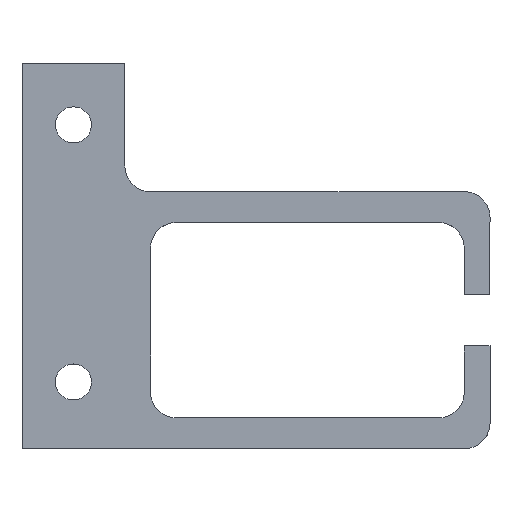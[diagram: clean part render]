
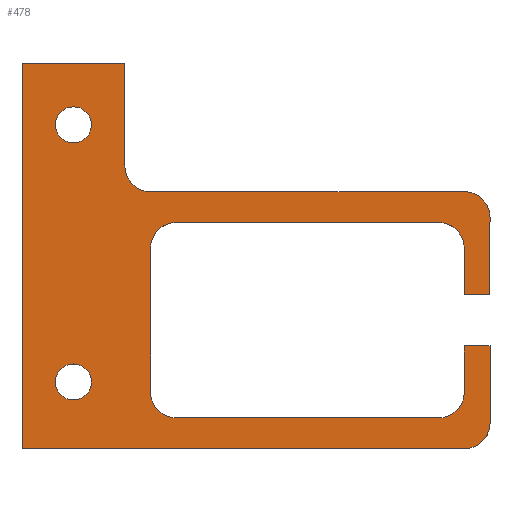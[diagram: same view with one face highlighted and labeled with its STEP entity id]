
A CAD part, top view. The second image highlights one B-rep face of the part: STEP entity #478.
In plain terms, the highlighted planar face has unit normal (0, 0, 1).
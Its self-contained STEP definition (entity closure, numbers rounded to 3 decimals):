
#15=FACE_BOUND('',#68,.T.);
#16=FACE_BOUND('',#69,.T.);
#22=PLANE('',#525);
#42=FACE_OUTER_BOUND('',#67,.T.);
#67=EDGE_LOOP('',(#352,#353,#354,#355,#356,#357,#358,#359,#360,#361,#362,
#363,#364,#365,#366,#367,#368,#369,#370,#371,#372));
#68=EDGE_LOOP('',(#373));
#69=EDGE_LOOP('',(#374));
#93=LINE('',#707,#144);
#97=LINE('',#724,#148);
#101=LINE('',#737,#152);
#104=LINE('',#743,#155);
#105=LINE('',#745,#156);
#106=LINE('',#747,#157);
#107=LINE('',#751,#158);
#108=LINE('',#755,#159);
#109=LINE('',#759,#160);
#110=LINE('',#763,#161);
#111=LINE('',#765,#162);
#112=LINE('',#767,#163);
#113=LINE('',#770,#164);
#114=LINE('',#771,#165);
#144=VECTOR('',#567,10.);
#148=VECTOR('',#585,10.);
#152=VECTOR('',#597,10.);
#155=VECTOR('',#602,10.);
#156=VECTOR('',#603,10.);
#157=VECTOR('',#604,10.);
#158=VECTOR('',#607,10.);
#159=VECTOR('',#610,10.);
#160=VECTOR('',#613,10.);
#161=VECTOR('',#616,10.);
#162=VECTOR('',#617,10.);
#163=VECTOR('',#618,10.);
#164=VECTOR('',#621,10.);
#165=VECTOR('',#622,10.);
#192=CIRCLE('',#512,5.);
#194=CIRCLE('',#516,3.5);
#196=CIRCLE('',#519,3.5);
#198=CIRCLE('',#523,5.);
#199=CIRCLE('',#526,5.);
#200=CIRCLE('',#527,5.);
#201=CIRCLE('',#528,5.);
#202=CIRCLE('',#529,5.);
#203=CIRCLE('',#530,5.);
#211=VERTEX_POINT('',#697);
#212=VERTEX_POINT('',#699);
#214=VERTEX_POINT('',#705);
#216=VERTEX_POINT('',#711);
#218=VERTEX_POINT('',#717);
#220=VERTEX_POINT('',#722);
#223=VERTEX_POINT('',#730);
#224=VERTEX_POINT('',#732);
#225=VERTEX_POINT('',#736);
#227=VERTEX_POINT('',#742);
#228=VERTEX_POINT('',#744);
#229=VERTEX_POINT('',#746);
#230=VERTEX_POINT('',#748);
#231=VERTEX_POINT('',#750);
#232=VERTEX_POINT('',#752);
#233=VERTEX_POINT('',#754);
#234=VERTEX_POINT('',#756);
#235=VERTEX_POINT('',#758);
#236=VERTEX_POINT('',#760);
#237=VERTEX_POINT('',#762);
#238=VERTEX_POINT('',#764);
#239=VERTEX_POINT('',#766);
#240=VERTEX_POINT('',#768);
#257=EDGE_CURVE('',#211,#212,#192,.T.);
#261=EDGE_CURVE('',#211,#214,#93,.T.);
#264=EDGE_CURVE('',#216,#216,#194,.T.);
#267=EDGE_CURVE('',#218,#218,#196,.T.);
#269=EDGE_CURVE('',#220,#214,#97,.T.);
#273=EDGE_CURVE('',#223,#224,#198,.T.);
#275=EDGE_CURVE('',#225,#224,#101,.T.);
#278=EDGE_CURVE('',#223,#227,#104,.T.);
#279=EDGE_CURVE('',#227,#228,#105,.T.);
#280=EDGE_CURVE('',#228,#229,#106,.T.);
#281=EDGE_CURVE('',#230,#229,#199,.T.);
#282=EDGE_CURVE('',#231,#230,#107,.T.);
#283=EDGE_CURVE('',#232,#231,#200,.T.);
#284=EDGE_CURVE('',#232,#233,#108,.T.);
#285=EDGE_CURVE('',#234,#233,#201,.T.);
#286=EDGE_CURVE('',#234,#235,#109,.T.);
#287=EDGE_CURVE('',#236,#235,#202,.T.);
#288=EDGE_CURVE('',#237,#236,#110,.T.);
#289=EDGE_CURVE('',#238,#237,#111,.T.);
#290=EDGE_CURVE('',#239,#238,#112,.T.);
#291=EDGE_CURVE('',#240,#239,#203,.T.);
#292=EDGE_CURVE('',#212,#240,#113,.T.);
#293=EDGE_CURVE('',#225,#220,#114,.T.);
#352=ORIENTED_EDGE('',*,*,#273,.F.);
#353=ORIENTED_EDGE('',*,*,#278,.T.);
#354=ORIENTED_EDGE('',*,*,#279,.T.);
#355=ORIENTED_EDGE('',*,*,#280,.T.);
#356=ORIENTED_EDGE('',*,*,#281,.F.);
#357=ORIENTED_EDGE('',*,*,#282,.F.);
#358=ORIENTED_EDGE('',*,*,#283,.F.);
#359=ORIENTED_EDGE('',*,*,#284,.T.);
#360=ORIENTED_EDGE('',*,*,#285,.F.);
#361=ORIENTED_EDGE('',*,*,#286,.T.);
#362=ORIENTED_EDGE('',*,*,#287,.F.);
#363=ORIENTED_EDGE('',*,*,#288,.F.);
#364=ORIENTED_EDGE('',*,*,#289,.F.);
#365=ORIENTED_EDGE('',*,*,#290,.F.);
#366=ORIENTED_EDGE('',*,*,#291,.F.);
#367=ORIENTED_EDGE('',*,*,#292,.F.);
#368=ORIENTED_EDGE('',*,*,#257,.F.);
#369=ORIENTED_EDGE('',*,*,#261,.T.);
#370=ORIENTED_EDGE('',*,*,#269,.F.);
#371=ORIENTED_EDGE('',*,*,#293,.F.);
#372=ORIENTED_EDGE('',*,*,#275,.T.);
#373=ORIENTED_EDGE('',*,*,#264,.T.);
#374=ORIENTED_EDGE('',*,*,#267,.T.);
#478=ADVANCED_FACE('',(#42,#15,#16),#22,.T.);
#512=AXIS2_PLACEMENT_3D('',#700,#560,#561);
#516=AXIS2_PLACEMENT_3D('',#713,#573,#574);
#519=AXIS2_PLACEMENT_3D('',#719,#580,#581);
#523=AXIS2_PLACEMENT_3D('',#733,#592,#593);
#525=AXIS2_PLACEMENT_3D('',#741,#600,#601);
#526=AXIS2_PLACEMENT_3D('',#749,#605,#606);
#527=AXIS2_PLACEMENT_3D('',#753,#608,#609);
#528=AXIS2_PLACEMENT_3D('',#757,#611,#612);
#529=AXIS2_PLACEMENT_3D('',#761,#614,#615);
#530=AXIS2_PLACEMENT_3D('',#769,#619,#620);
#560=DIRECTION('center_axis',(0.,0.,1.));
#561=DIRECTION('ref_axis',(-0.707,-0.707,0.));
#567=DIRECTION('',(0.,1.,0.));
#573=DIRECTION('center_axis',(0.,0.,-1.));
#574=DIRECTION('ref_axis',(-1.,0.,0.));
#580=DIRECTION('center_axis',(0.,0.,-1.));
#581=DIRECTION('ref_axis',(-1.,0.,0.));
#585=DIRECTION('',(1.,0.,0.));
#592=DIRECTION('center_axis',(0.,0.,-1.));
#593=DIRECTION('ref_axis',(0.707,-0.707,0.));
#597=DIRECTION('',(1.,0.,0.));
#600=DIRECTION('center_axis',(0.,0.,1.));
#601=DIRECTION('ref_axis',(1.,0.,0.));
#602=DIRECTION('',(0.,1.,0.));
#603=DIRECTION('',(-1.,0.,0.));
#604=DIRECTION('',(0.,-1.,0.));
#605=DIRECTION('center_axis',(0.,0.,1.));
#606=DIRECTION('ref_axis',(0.707,-0.707,0.));
#607=DIRECTION('',(1.,0.,0.));
#608=DIRECTION('center_axis',(0.,0.,1.));
#609=DIRECTION('ref_axis',(-0.707,-0.707,0.));
#610=DIRECTION('',(0.,1.,0.));
#611=DIRECTION('center_axis',(0.,0.,1.));
#612=DIRECTION('ref_axis',(-0.707,0.707,0.));
#613=DIRECTION('',(1.,0.,0.));
#614=DIRECTION('center_axis',(0.,0.,1.));
#615=DIRECTION('ref_axis',(0.707,0.707,0.));
#616=DIRECTION('',(0.,1.,0.));
#617=DIRECTION('',(-1.,0.,0.));
#618=DIRECTION('',(0.,-1.,0.));
#619=DIRECTION('center_axis',(0.,0.,-1.));
#620=DIRECTION('ref_axis',(0.707,0.707,0.));
#621=DIRECTION('',(1.,0.,0.));
#622=DIRECTION('',(0.,1.,0.));
#697=CARTESIAN_POINT('',(7.5,30.,7.));
#699=CARTESIAN_POINT('',(12.5,25.,7.));
#700=CARTESIAN_POINT('Origin',(12.5,30.,7.));
#705=CARTESIAN_POINT('',(7.5,50.,7.));
#707=CARTESIAN_POINT('',(7.5,25.,7.));
#711=CARTESIAN_POINT('',(1.,38.,7.));
#713=CARTESIAN_POINT('Origin',(-2.5,38.,7.));
#717=CARTESIAN_POINT('',(1.,-12.,7.));
#719=CARTESIAN_POINT('Origin',(-2.5,-12.,7.));
#722=CARTESIAN_POINT('',(-12.5,50.,7.));
#724=CARTESIAN_POINT('',(-12.5,50.,7.));
#730=CARTESIAN_POINT('',(78.5,-20.,7.));
#732=CARTESIAN_POINT('',(73.5,-25.,7.));
#733=CARTESIAN_POINT('Origin',(73.5,-20.,7.));
#736=CARTESIAN_POINT('',(-12.5,-25.,7.));
#737=CARTESIAN_POINT('',(12.5,-25.,7.));
#741=CARTESIAN_POINT('Origin',(0.,0.,7.));
#742=CARTESIAN_POINT('',(78.5,-5.,7.));
#743=CARTESIAN_POINT('',(78.5,-25.,7.));
#744=CARTESIAN_POINT('',(73.5,-5.,7.));
#745=CARTESIAN_POINT('',(78.5,-5.,7.));
#746=CARTESIAN_POINT('',(73.5,-14.,7.));
#747=CARTESIAN_POINT('',(73.5,-5.,7.));
#748=CARTESIAN_POINT('',(68.5,-19.,7.));
#749=CARTESIAN_POINT('Origin',(68.5,-14.,7.));
#750=CARTESIAN_POINT('',(17.5,-19.,7.));
#751=CARTESIAN_POINT('',(12.5,-19.,7.));
#752=CARTESIAN_POINT('',(12.5,-14.,7.));
#753=CARTESIAN_POINT('Origin',(17.5,-14.,7.));
#754=CARTESIAN_POINT('',(12.5,14.,7.));
#755=CARTESIAN_POINT('',(12.5,25.,7.));
#756=CARTESIAN_POINT('',(17.5,19.,7.));
#757=CARTESIAN_POINT('Origin',(17.5,14.,7.));
#758=CARTESIAN_POINT('',(68.5,19.,7.));
#759=CARTESIAN_POINT('',(12.5,19.,7.));
#760=CARTESIAN_POINT('',(73.5,14.,7.));
#761=CARTESIAN_POINT('Origin',(68.5,14.,7.));
#762=CARTESIAN_POINT('',(73.5,5.,7.));
#763=CARTESIAN_POINT('',(73.5,5.,7.));
#764=CARTESIAN_POINT('',(78.5,5.,7.));
#765=CARTESIAN_POINT('',(78.5,5.,7.));
#766=CARTESIAN_POINT('',(78.5,20.,7.));
#767=CARTESIAN_POINT('',(78.5,25.,7.));
#768=CARTESIAN_POINT('',(73.5,25.,7.));
#769=CARTESIAN_POINT('Origin',(73.5,20.,7.));
#770=CARTESIAN_POINT('',(12.5,25.,7.));
#771=CARTESIAN_POINT('',(-12.5,25.,7.));
